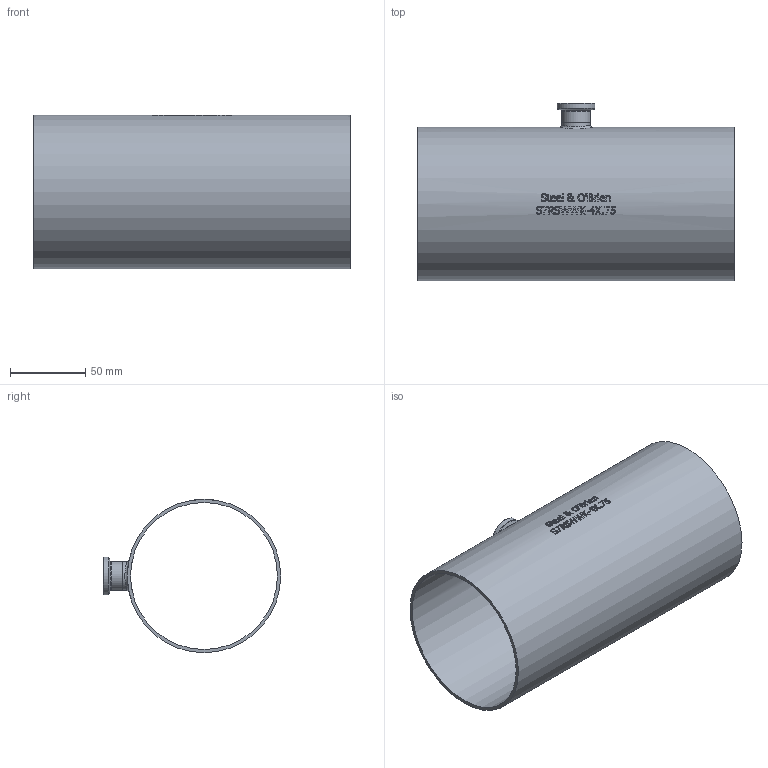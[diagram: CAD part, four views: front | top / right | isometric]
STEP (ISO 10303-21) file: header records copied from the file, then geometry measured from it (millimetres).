
FILE_DESCRIPTION(/* description */ (''),/* implementation_level */ '2;1');
FILE_NAME(/* name */ 'S7RSWWK-4X.75.stp',/* time_stamp */ '2018-11-29T11:35:37-05:00',/* author */ ('ken'),/* organization */ (''),/* preprocessor_version */ 'ST-DEVELOPER v15.2',/* originating_system */ 'Autodesk Inventor 2014',/* authorisation */ '');
FILE_SCHEMA (('AUTOMOTIVE_DESIGN { 1 0 10303 214 3 1 1 }'));
Length unit declared in the file: inch
Products named in the file (1): S7RSWWK-4X.75
Bounding box: 209.55 x 117.47 x 101.6 mm (x, y, z)
Volume: 139714.9 mm3; surface area: 134392.8 mm2
Topology: 1 solids, 1 shells, 423 faces, 1135 edges, 754 vertices
Faces by surface type: plane 198, bspline 172, cylinder 45, torus 6, cone 2
Full cylindrical faces by diameter (mm): 15.748 x2, 19.05 x2, 21.895 x1, 24.994 x1, 97.384 x1, 101.6 x1
Entity records: 16389 total; most frequent: CARTESIAN_POINT 6744, ORIENTED_EDGE 2228, DIRECTION 1507, EDGE_CURVE 1114, VERTEX_POINT 750, LINE 535, VECTOR 535, AXIS2_PLACEMENT_3D 486
